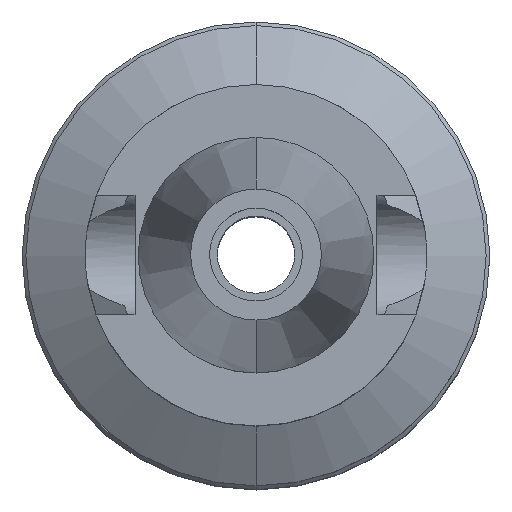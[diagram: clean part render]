
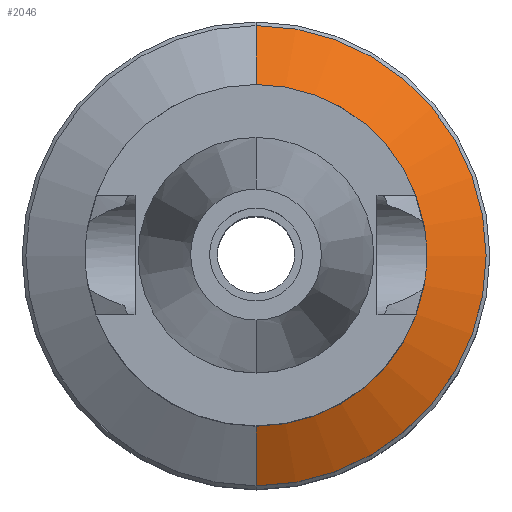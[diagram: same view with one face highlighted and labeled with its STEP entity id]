
A CAD part, top view. The second image highlights one B-rep face of the part: STEP entity #2046.
In plain terms, the highlighted conical face has half-angle 60 degrees and reference radius 26.9 mm.
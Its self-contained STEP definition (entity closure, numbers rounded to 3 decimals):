
#624=DIRECTION('',(0.,0.866,-0.5));
#625=VECTOR('',#624,9.469);
#626=CARTESIAN_POINT('',(0.,22.8,-32.));
#627=LINE('',#626,#625);
#631=CARTESIAN_POINT('',(0.,0.,-36.734));
#632=DIRECTION('',(0.,0.,-1.));
#633=DIRECTION('',(0.,1.,0.));
#634=AXIS2_PLACEMENT_3D('',#631,#632,#633);
#639=CARTESIAN_POINT('',(0.,0.,-32.));
#640=DIRECTION('',(0.,0.,1.));
#641=DIRECTION('',(0.,-1.,0.));
#642=AXIS2_PLACEMENT_3D('',#639,#640,#641);
#655=DIRECTION('',(0.,-0.866,-0.5));
#656=VECTOR('',#655,9.469);
#657=CARTESIAN_POINT('',(0.,-22.8,-32.));
#658=LINE('',#657,#656);
#1366=CARTESIAN_POINT('',(0.,31.,-36.734));
#1367=VERTEX_POINT('',#1366);
#1368=CARTESIAN_POINT('',(0.,-31.,-36.734));
#1369=VERTEX_POINT('',#1368);
#1370=CARTESIAN_POINT('',(0.,22.8,-32.));
#1371=VERTEX_POINT('',#1370);
#1372=CARTESIAN_POINT('',(0.,-22.8,-32.));
#1373=VERTEX_POINT('',#1372);
#2032=CARTESIAN_POINT('',(0.,0.,-34.367));
#2033=DIRECTION('',(0.,0.,-1.));
#2034=DIRECTION('',(0.,-1.,0.));
#2035=AXIS2_PLACEMENT_3D('',#2032,#2033,#2034);
#2036=CONICAL_SURFACE('',#2035,26.9,60.);
#2038=ORIENTED_EDGE('',*,*,#2037,.T.);
#2039=ORIENTED_EDGE('',*,*,#2027,.T.);
#2041=ORIENTED_EDGE('',*,*,#2040,.F.);
#2043=ORIENTED_EDGE('',*,*,#2042,.T.);
#2044=EDGE_LOOP('',(#2038,#2039,#2041,#2043));
#2045=FACE_OUTER_BOUND('',#2044,.F.);
#635=CIRCLE('',#634,31.);
#643=CIRCLE('',#642,22.8);
#2027=EDGE_CURVE('',#1367,#1369,#635,.T.);
#2037=EDGE_CURVE('',#1371,#1367,#627,.T.);
#2040=EDGE_CURVE('',#1373,#1369,#658,.T.);
#2042=EDGE_CURVE('',#1373,#1371,#643,.T.);
#2046=ADVANCED_FACE('',(#2045),#2036,.T.);
